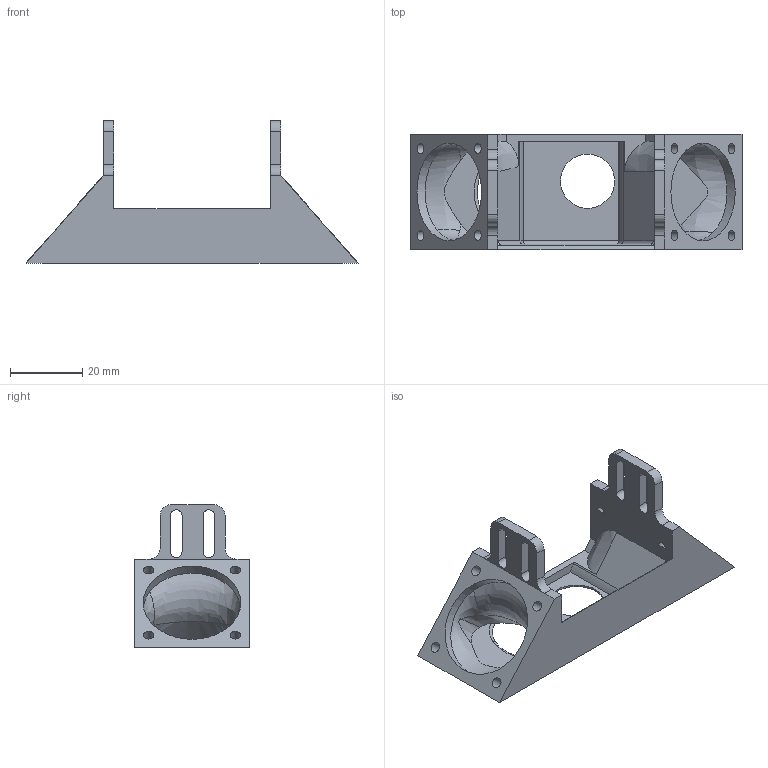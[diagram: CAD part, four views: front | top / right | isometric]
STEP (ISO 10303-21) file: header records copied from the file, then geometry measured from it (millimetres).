
FILE_DESCRIPTION(/* description */ (''),/* implementation_level */ '2;1');
FILE_NAME(/* name */ 'b3bc58a2-5dc6-44b2-a0a1-ab100ef3a3eb.stp',/* time_stamp */ '2016-12-16T18:13:30+00:00',/* author */ (''),/* organization */ (''),/* preprocessor_version */ 'ST-DEVELOPER v16.5',/* originating_system */ 'Autodesk Translation Framework v5.2.0.2920',/* authorisation */ '');
FILE_SCHEMA (('AUTOMOTIVE_DESIGN { 1 0 10303 214 3 1 1 }'));
Length unit declared in the file: millimetre
Products named in the file (1): e3d fan v3
Bounding box: 91.9 x 32 x 39.4 mm (x, y, z)
Volume: 13873.6 mm3; surface area: 13071.5 mm2
Topology: 1 solids, 1 shells, 93 faces, 263 edges, 172 vertices
Faces by surface type: plane 41, cylinder 34, bspline 14, torus 4
Full cylindrical faces by diameter (mm): 2.8 x8, 15 x1, 27 x2
Entity records: 4736 total; most frequent: CARTESIAN_POINT 2343, ORIENTED_EDGE 492, DIRECTION 472, EDGE_CURVE 246, AXIS2_PLACEMENT_3D 174, VERTEX_POINT 166, EDGE_LOOP 134, LINE 124
